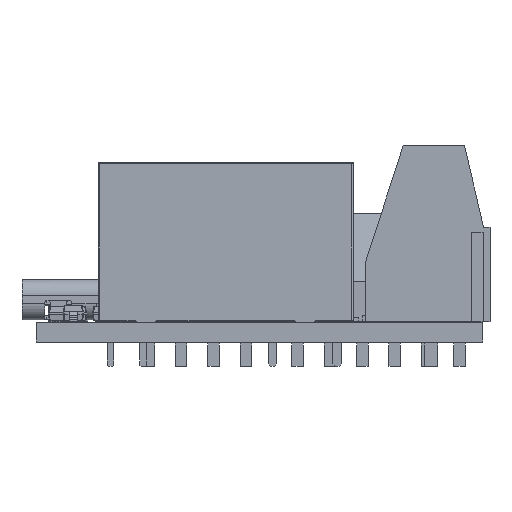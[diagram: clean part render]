
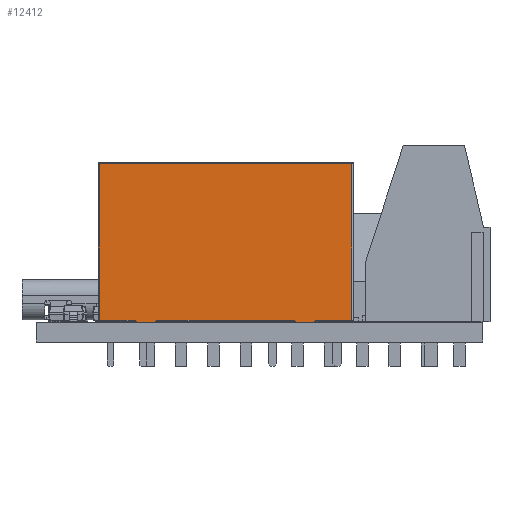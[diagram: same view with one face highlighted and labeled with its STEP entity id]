
A CAD part, left-side view. The second image highlights one B-rep face of the part: STEP entity #12412.
In plain terms, the highlighted face is planar.
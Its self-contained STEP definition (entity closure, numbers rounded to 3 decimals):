
#12412 = ADVANCED_FACE('',(#12413),#12511,.F.);
#12413 = FACE_BOUND('',#12414,.T.);
#12414 = EDGE_LOOP('',(#12415,#12425,#12433,#12441,#12449,#12457,#12465,
    #12473,#12481,#12489,#12497,#12505));
#12415 = ORIENTED_EDGE('',*,*,#12416,.T.);
#12416 = EDGE_CURVE('',#12417,#12419,#12421,.T.);
#12417 = VERTEX_POINT('',#12418);
#12418 = CARTESIAN_POINT('',(-5.4,-2.5,0.1));
#12419 = VERTEX_POINT('',#12420);
#12420 = CARTESIAN_POINT('',(5.4,-2.5,0.1));
#12421 = LINE('',#12422,#12423);
#12422 = CARTESIAN_POINT('',(-10.,-2.5,0.1));
#12423 = VECTOR('',#12424,1.);
#12424 = DIRECTION('',(1.,0.,0.));
#12425 = ORIENTED_EDGE('',*,*,#12426,.T.);
#12426 = EDGE_CURVE('',#12419,#12427,#12429,.T.);
#12427 = VERTEX_POINT('',#12428);
#12428 = CARTESIAN_POINT('',(5.8,-2.5,-0.3));
#12429 = LINE('',#12430,#12431);
#12430 = CARTESIAN_POINT('',(5.5,-2.5,0.));
#12431 = VECTOR('',#12432,1.);
#12432 = DIRECTION('',(0.707,0.,-0.707)
  );
#12433 = ORIENTED_EDGE('',*,*,#12434,.F.);
#12434 = EDGE_CURVE('',#12435,#12427,#12437,.T.);
#12435 = VERTEX_POINT('',#12436);
#12436 = CARTESIAN_POINT('',(6.7,-2.5,-0.3));
#12437 = LINE('',#12438,#12439);
#12438 = CARTESIAN_POINT('',(7.,-2.5,-0.3));
#12439 = VECTOR('',#12440,1.);
#12440 = DIRECTION('',(-1.,0.,0.));
#12441 = ORIENTED_EDGE('',*,*,#12442,.T.);
#12442 = EDGE_CURVE('',#12435,#12443,#12445,.T.);
#12443 = VERTEX_POINT('',#12444);
#12444 = CARTESIAN_POINT('',(7.1,-2.5,0.1));
#12445 = LINE('',#12446,#12447);
#12446 = CARTESIAN_POINT('',(6.7,-2.5,-0.3));
#12447 = VECTOR('',#12448,1.);
#12448 = DIRECTION('',(0.707,0.,0.707));
#12449 = ORIENTED_EDGE('',*,*,#12450,.T.);
#12450 = EDGE_CURVE('',#12443,#12451,#12453,.T.);
#12451 = VERTEX_POINT('',#12452);
#12452 = CARTESIAN_POINT('',(9.9,-2.5,0.1));
#12453 = LINE('',#12454,#12455);
#12454 = CARTESIAN_POINT('',(-10.,-2.5,0.1));
#12455 = VECTOR('',#12456,1.);
#12456 = DIRECTION('',(1.,0.,0.));
#12457 = ORIENTED_EDGE('',*,*,#12458,.T.);
#12458 = EDGE_CURVE('',#12451,#12459,#12461,.T.);
#12459 = VERTEX_POINT('',#12460);
#12460 = CARTESIAN_POINT('',(9.9,-2.5,12.4));
#12461 = LINE('',#12462,#12463);
#12462 = CARTESIAN_POINT('',(9.9,-2.5,12.5));
#12463 = VECTOR('',#12464,1.);
#12464 = DIRECTION('',(0.,0.,1.));
#12465 = ORIENTED_EDGE('',*,*,#12466,.T.);
#12466 = EDGE_CURVE('',#12459,#12467,#12469,.T.);
#12467 = VERTEX_POINT('',#12468);
#12468 = CARTESIAN_POINT('',(-9.9,-2.5,12.4));
#12469 = LINE('',#12470,#12471);
#12470 = CARTESIAN_POINT('',(-10.,-2.5,12.4));
#12471 = VECTOR('',#12472,1.);
#12472 = DIRECTION('',(-1.,0.,0.));
#12473 = ORIENTED_EDGE('',*,*,#12474,.T.);
#12474 = EDGE_CURVE('',#12467,#12475,#12477,.T.);
#12475 = VERTEX_POINT('',#12476);
#12476 = CARTESIAN_POINT('',(-9.9,-2.5,0.1));
#12477 = LINE('',#12478,#12479);
#12478 = CARTESIAN_POINT('',(-9.9,-2.5,12.5));
#12479 = VECTOR('',#12480,1.);
#12480 = DIRECTION('',(0.,0.,-1.));
#12481 = ORIENTED_EDGE('',*,*,#12482,.T.);
#12482 = EDGE_CURVE('',#12475,#12483,#12485,.T.);
#12483 = VERTEX_POINT('',#12484);
#12484 = CARTESIAN_POINT('',(-7.1,-2.5,0.1));
#12485 = LINE('',#12486,#12487);
#12486 = CARTESIAN_POINT('',(-10.,-2.5,0.1));
#12487 = VECTOR('',#12488,1.);
#12488 = DIRECTION('',(1.,0.,0.));
#12489 = ORIENTED_EDGE('',*,*,#12490,.T.);
#12490 = EDGE_CURVE('',#12483,#12491,#12493,.T.);
#12491 = VERTEX_POINT('',#12492);
#12492 = CARTESIAN_POINT('',(-6.7,-2.5,-0.3));
#12493 = LINE('',#12494,#12495);
#12494 = CARTESIAN_POINT('',(-7.,-2.5,0.));
#12495 = VECTOR('',#12496,1.);
#12496 = DIRECTION('',(0.707,0.,-0.707)
  );
#12497 = ORIENTED_EDGE('',*,*,#12498,.T.);
#12498 = EDGE_CURVE('',#12491,#12499,#12501,.T.);
#12499 = VERTEX_POINT('',#12500);
#12500 = CARTESIAN_POINT('',(-5.8,-2.5,-0.3));
#12501 = LINE('',#12502,#12503);
#12502 = CARTESIAN_POINT('',(-7.,-2.5,-0.3));
#12503 = VECTOR('',#12504,1.);
#12504 = DIRECTION('',(1.,0.,0.));
#12505 = ORIENTED_EDGE('',*,*,#12506,.T.);
#12506 = EDGE_CURVE('',#12499,#12417,#12507,.T.);
#12507 = LINE('',#12508,#12509);
#12508 = CARTESIAN_POINT('',(-5.8,-2.5,-0.3));
#12509 = VECTOR('',#12510,1.);
#12510 = DIRECTION('',(0.707,0.,0.707));
#12511 = PLANE('',#12512);
#12512 = AXIS2_PLACEMENT_3D('',#12513,#12514,#12515);
#12513 = CARTESIAN_POINT('',(-10.,-2.5,12.5));
#12514 = DIRECTION('',(0.,1.,0.));
#12515 = DIRECTION('',(-1.,0.,0.));
